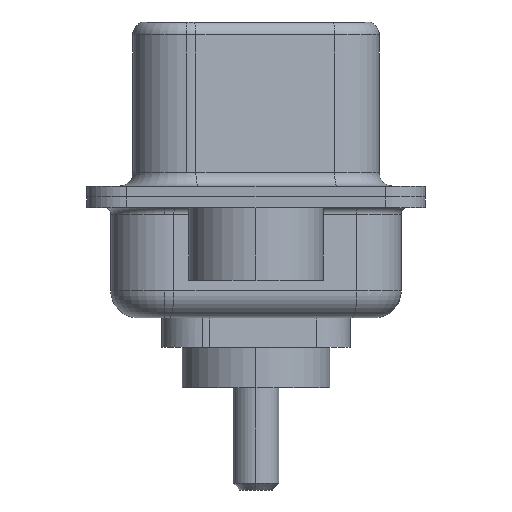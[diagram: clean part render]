
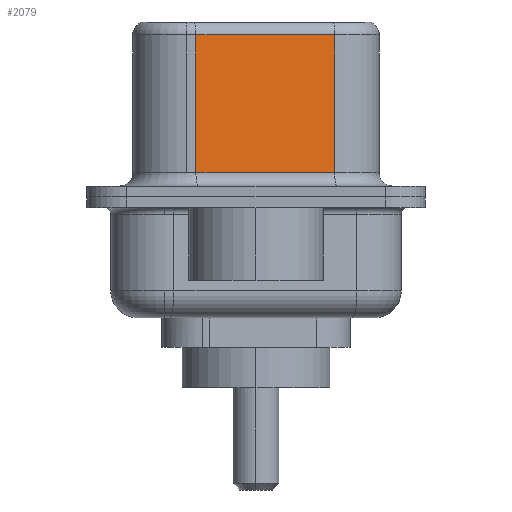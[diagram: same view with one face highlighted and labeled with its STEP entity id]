
A CAD part, left-side view. The second image highlights one B-rep face of the part: STEP entity #2079.
In plain terms, the highlighted planar face has unit normal (-0.985, -0.174, 0).
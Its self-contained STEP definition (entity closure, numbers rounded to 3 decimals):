
#835 = CARTESIAN_POINT ( 'NONE',  ( 4.58, -2.927, 6.52 ) ) ;
#1860 = VECTOR ( 'NONE', #7667, 1000. ) ;
#1871 = ORIENTED_EDGE ( 'NONE', *, *, #9812, .F. ) ;
#1928 = EDGE_LOOP ( 'NONE', ( #1871, #14084, #8589, #2362 ) ) ;
#1969 = DIRECTION ( 'NONE',  ( -0.174, 0.985, 0. ) ) ;
#2024 = DIRECTION ( 'NONE',  ( 0.985, 0.174, 0. ) ) ;
#2079 = ADVANCED_FACE ( 'NONE', ( #2098 ), #3073, .F. ) ;
#2098 = FACE_OUTER_BOUND ( 'NONE', #1928, .T. ) ;
#2362 = ORIENTED_EDGE ( 'NONE', *, *, #4685, .T. ) ;
#2619 = VERTEX_POINT ( 'NONE', #6505 ) ;
#3073 = PLANE ( 'NONE',  #7582 ) ;
#3985 = DIRECTION ( 'NONE',  ( 0.174, -0.985, 0. ) ) ;
#4685 = EDGE_CURVE ( 'NONE', #9474, #8643, #9246, .T. ) ;
#4807 = LINE ( 'NONE', #8233, #1860 ) ;
#5688 = CARTESIAN_POINT ( 'NONE',  ( 4.58, -2.927, 6.02 ) ) ;
#6037 = CARTESIAN_POINT ( 'NONE',  ( 4.58, -2.927, 6.02 ) ) ;
#6317 = EDGE_CURVE ( 'NONE', #2619, #9474, #14051, .T. ) ;
#6387 = VECTOR ( 'NONE', #3985, 1000. ) ;
#6505 = CARTESIAN_POINT ( 'NONE',  ( 3.67, 2.233, 6.02 ) ) ;
#6947 = CARTESIAN_POINT ( 'NONE',  ( 4.58, -2.927, 0.9 ) ) ;
#7451 = CARTESIAN_POINT ( 'NONE',  ( 3.67, 2.233, 0.9 ) ) ;
#7582 = AXIS2_PLACEMENT_3D ( 'NONE', #835, #2024, #1969 ) ;
#7662 = VERTEX_POINT ( 'NONE', #6037 ) ;
#7667 = DIRECTION ( 'NONE',  ( 0., 0., -1. ) ) ;
#8233 = CARTESIAN_POINT ( 'NONE',  ( 4.58, -2.927, 6.52 ) ) ;
#8314 = VECTOR ( 'NONE', #12181, 1000. ) ;
#8589 = ORIENTED_EDGE ( 'NONE', *, *, #6317, .T. ) ;
#8643 = VERTEX_POINT ( 'NONE', #9887 ) ;
#9073 = VECTOR ( 'NONE', #13169, 1000. ) ;
#9246 = LINE ( 'NONE', #6947, #6387 ) ;
#9375 = CARTESIAN_POINT ( 'NONE',  ( 3.67, 2.233, 6.52 ) ) ;
#9474 = VERTEX_POINT ( 'NONE', #7451 ) ;
#9812 = EDGE_CURVE ( 'NONE', #7662, #8643, #4807, .T. ) ;
#9887 = CARTESIAN_POINT ( 'NONE',  ( 4.58, -2.927, 0.9 ) ) ;
#10837 = EDGE_CURVE ( 'NONE', #7662, #2619, #11882, .T. ) ;
#11882 = LINE ( 'NONE', #5688, #9073 ) ;
#12181 = DIRECTION ( 'NONE',  ( 0., 0., -1. ) ) ;
#13169 = DIRECTION ( 'NONE',  ( -0.174, 0.985, 0. ) ) ;
#14051 = LINE ( 'NONE', #9375, #8314 ) ;
#14084 = ORIENTED_EDGE ( 'NONE', *, *, #10837, .T. ) ;
